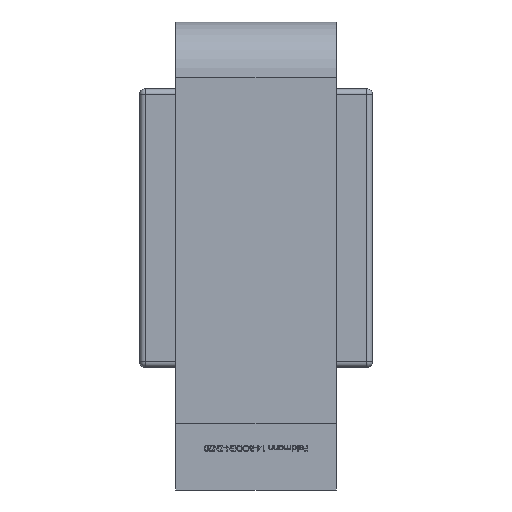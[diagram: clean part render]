
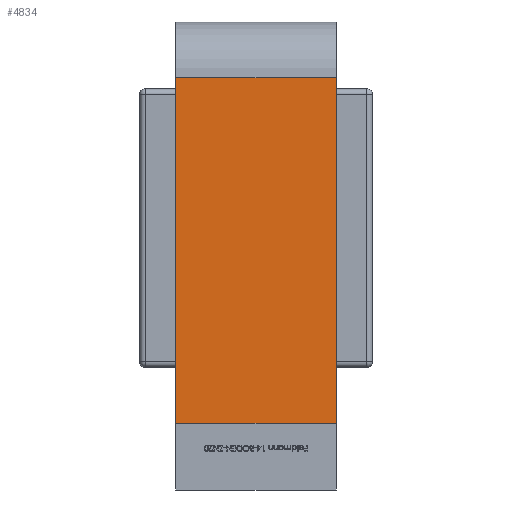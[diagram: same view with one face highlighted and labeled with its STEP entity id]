
A CAD part, front view. The second image highlights one B-rep face of the part: STEP entity #4834.
In plain terms, the highlighted planar face has unit normal (0, -1, 0).
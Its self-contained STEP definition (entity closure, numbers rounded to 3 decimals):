
#863 = PLANE ( 'NONE',  #4105 ) ;
#1049 = CARTESIAN_POINT ( 'NONE',  ( 7.2, -5., 31. ) ) ;
#1364 = ORIENTED_EDGE ( 'NONE', *, *, #3148, .F. ) ;
#1522 = CARTESIAN_POINT ( 'NONE',  ( 7.2, -5., 31. ) ) ;
#2041 = LINE ( 'NONE', #3817, #6169 ) ;
#2602 = CARTESIAN_POINT ( 'NONE',  ( 7.2, -5., 31. ) ) ;
#2782 = VERTEX_POINT ( 'NONE', #1522 ) ;
#3148 = EDGE_CURVE ( 'NONE', #2782, #13238, #6743, .T. ) ;
#3817 = CARTESIAN_POINT ( 'NONE',  ( -7.2, -5., 31. ) ) ;
#4082 = VECTOR ( 'NONE', #10599, 1000. ) ;
#4105 = AXIS2_PLACEMENT_3D ( 'NONE', #4183, #8851, #9941 ) ;
#4183 = CARTESIAN_POINT ( 'NONE',  ( 7.2, -5., 31. ) ) ;
#4728 = DIRECTION ( 'NONE',  ( -1., 0., 0. ) ) ;
#4834 = ADVANCED_FACE ( 'NONE', ( #12634 ), #863, .F. ) ;
#6125 = EDGE_CURVE ( 'NONE', #2782, #6427, #6574, .T. ) ;
#6169 = VECTOR ( 'NONE', #11707, 1000. ) ;
#6427 = VERTEX_POINT ( 'NONE', #12222 ) ;
#6574 = LINE ( 'NONE', #1049, #9967 ) ;
#6743 = LINE ( 'NONE', #2602, #4082 ) ;
#6824 = CARTESIAN_POINT ( 'NONE',  ( 7.2, -5., 0. ) ) ;
#7317 = EDGE_CURVE ( 'NONE', #13238, #9119, #10101, .T. ) ;
#7974 = ORIENTED_EDGE ( 'NONE', *, *, #10480, .T. ) ;
#8529 = VECTOR ( 'NONE', #4728, 1000. ) ;
#8851 = DIRECTION ( 'NONE',  ( 0., 1., 0. ) ) ;
#8882 = ORIENTED_EDGE ( 'NONE', *, *, #6125, .T. ) ;
#8969 = EDGE_LOOP ( 'NONE', ( #7974, #13843, #1364, #8882 ) ) ;
#9031 = CARTESIAN_POINT ( 'NONE',  ( -7.2, -5., 0. ) ) ;
#9119 = VERTEX_POINT ( 'NONE', #9031 ) ;
#9190 = DIRECTION ( 'NONE',  ( -1., 0., 0. ) ) ;
#9941 = DIRECTION ( 'NONE',  ( 0., 0., 1. ) ) ;
#9967 = VECTOR ( 'NONE', #9190, 1000. ) ;
#10101 = LINE ( 'NONE', #6824, #8529 ) ;
#10480 = EDGE_CURVE ( 'NONE', #6427, #9119, #2041, .T. ) ;
#10599 = DIRECTION ( 'NONE',  ( 0., 0., -1. ) ) ;
#11707 = DIRECTION ( 'NONE',  ( 0., 0., -1. ) ) ;
#12222 = CARTESIAN_POINT ( 'NONE',  ( -7.2, -5., 31. ) ) ;
#12634 = FACE_OUTER_BOUND ( 'NONE', #8969, .T. ) ;
#12782 = CARTESIAN_POINT ( 'NONE',  ( 7.2, -5., 0. ) ) ;
#13238 = VERTEX_POINT ( 'NONE', #12782 ) ;
#13843 = ORIENTED_EDGE ( 'NONE', *, *, #7317, .F. ) ;
